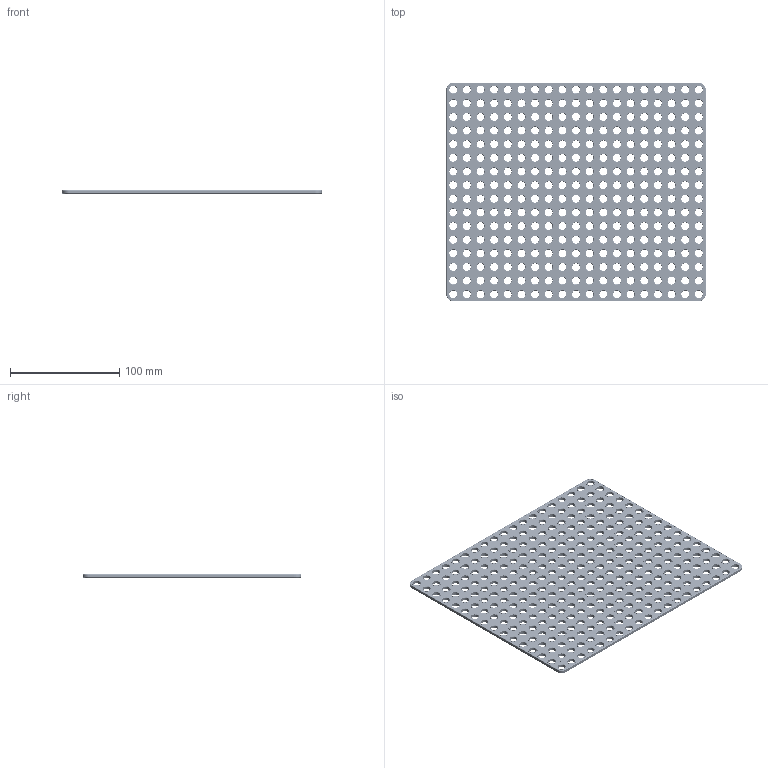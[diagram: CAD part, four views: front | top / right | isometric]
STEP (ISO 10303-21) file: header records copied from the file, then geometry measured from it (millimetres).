
FILE_DESCRIPTION(('FreeCAD Model'),'2;1');
FILE_NAME('Open CASCADE Shape Model','2024-10-09T00:40:30',(''),(''), 'Open CASCADE STEP processor 7.7','FreeCAD','Unknown');
FILE_SCHEMA(('AUTOMOTIVE_DESIGN { 1 0 10303 214 1 1 1 1 }'));
Length unit declared in the file: millimetre
Products named in the file (1): Plate RCT CRNR BU19x16x00.25 - SPN-PLT-0235 (stemfie.org)
Bounding box: 237.5 x 200 x 3.12 mm (x, y, z)
Volume: 105762.2 mm3; surface area: 94474.4 mm2
Topology: 1 solids, 1 shells, 2028 faces, 4449 edges, 2758 vertices
Faces by surface type: plane 632, cylinder 616, cone 616, extrusion 164
Full cylindrical faces by diameter (mm): 7 x304, 9.2 x304
Entity records: 57315 total; most frequent: CARTESIAN_POINT 10560, DIRECTION 9863, ORIENTED_EDGE 8898, EDGE_CURVE 4449, AXIS2_PLACEMENT_3D 3713, FACE_BOUND 2971, EDGE_LOOP 2971, VERTEX_POINT 2758
